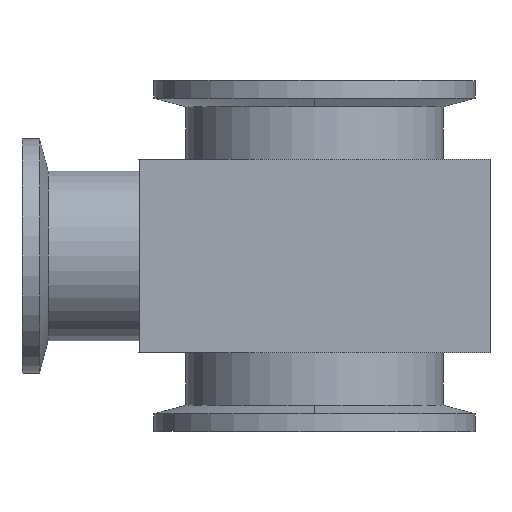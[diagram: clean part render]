
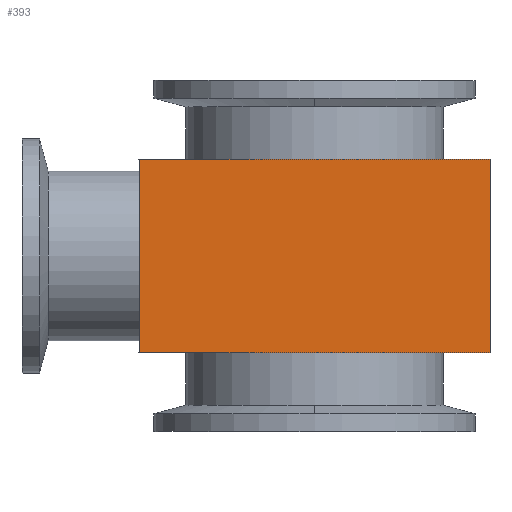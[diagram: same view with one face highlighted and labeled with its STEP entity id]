
A CAD part, front view. The second image highlights one B-rep face of the part: STEP entity #393.
In plain terms, the highlighted planar face has unit normal (0, -1, 0).
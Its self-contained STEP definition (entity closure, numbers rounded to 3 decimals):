
#13 = VERTEX_POINT ( 'NONE', #590 ) ;
#76 = DIRECTION ( 'NONE',  ( -1., 0., 0. ) ) ;
#206 = CARTESIAN_POINT ( 'NONE',  ( -30., -30., -16.5 ) ) ;
#212 = VERTEX_POINT ( 'NONE', #1543 ) ;
#218 = ORIENTED_EDGE ( 'NONE', *, *, #1863, .F. ) ;
#247 = VECTOR ( 'NONE', #323, 1000. ) ;
#313 = DIRECTION ( 'NONE',  ( 0., 0., 1. ) ) ;
#318 = DIRECTION ( 'NONE',  ( 0., 0., 1. ) ) ;
#323 = DIRECTION ( 'NONE',  ( 1., 0., 0. ) ) ;
#393 = ADVANCED_FACE ( 'NONE', ( #763 ), #1067, .F. ) ;
#450 = CARTESIAN_POINT ( 'NONE',  ( -30., -30., 16.5 ) ) ;
#560 = ORIENTED_EDGE ( 'NONE', *, *, #1835, .F. ) ;
#590 = CARTESIAN_POINT ( 'NONE',  ( 30., -30., 16.5 ) ) ;
#637 = LINE ( 'NONE', #450, #1003 ) ;
#763 = FACE_OUTER_BOUND ( 'NONE', #1818, .T. ) ;
#799 = CARTESIAN_POINT ( 'NONE',  ( -30., -30., -16.5 ) ) ;
#920 = DIRECTION ( 'NONE',  ( 0., 1., 0. ) ) ;
#929 = VERTEX_POINT ( 'NONE', #799 ) ;
#950 = VERTEX_POINT ( 'NONE', #1421 ) ;
#997 = ORIENTED_EDGE ( 'NONE', *, *, #1873, .T. ) ;
#1003 = VECTOR ( 'NONE', #1883, 1000. ) ;
#1067 = PLANE ( 'NONE',  #1469 ) ;
#1238 = CARTESIAN_POINT ( 'NONE',  ( 30., -30., 16.5 ) ) ;
#1377 = CARTESIAN_POINT ( 'NONE',  ( -30., -30., 16.5 ) ) ;
#1421 = CARTESIAN_POINT ( 'NONE',  ( -30., -30., 16.5 ) ) ;
#1423 = LINE ( 'NONE', #206, #247 ) ;
#1459 = LINE ( 'NONE', #1238, #1845 ) ;
#1469 = AXIS2_PLACEMENT_3D ( 'NONE', #1865, #920, #76 ) ;
#1514 = VECTOR ( 'NONE', #313, 1000. ) ;
#1543 = CARTESIAN_POINT ( 'NONE',  ( 30., -30., -16.5 ) ) ;
#1574 = LINE ( 'NONE', #1377, #1514 ) ;
#1796 = ORIENTED_EDGE ( 'NONE', *, *, #1859, .T. ) ;
#1818 = EDGE_LOOP ( 'NONE', ( #1796, #218, #560, #997 ) ) ;
#1835 = EDGE_CURVE ( 'NONE', #929, #950, #1574, .T. ) ;
#1845 = VECTOR ( 'NONE', #318, 1000. ) ;
#1859 = EDGE_CURVE ( 'NONE', #212, #13, #1459, .T. ) ;
#1863 = EDGE_CURVE ( 'NONE', #950, #13, #637, .T. ) ;
#1865 = CARTESIAN_POINT ( 'NONE',  ( -30., -30., 16.5 ) ) ;
#1873 = EDGE_CURVE ( 'NONE', #929, #212, #1423, .T. ) ;
#1883 = DIRECTION ( 'NONE',  ( 1., 0., 0. ) ) ;
